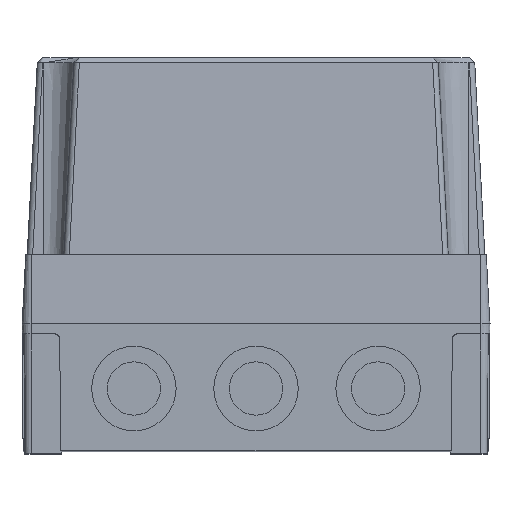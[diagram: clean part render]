
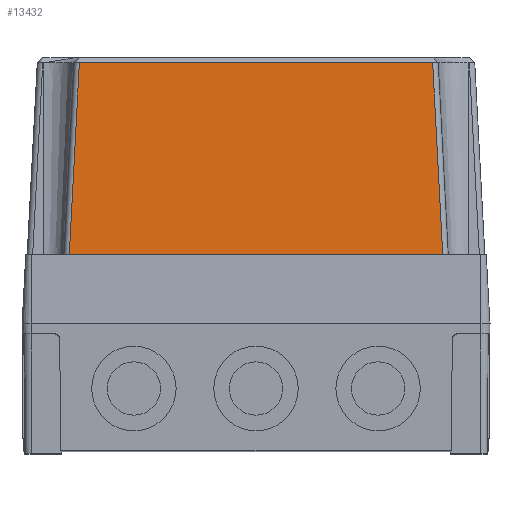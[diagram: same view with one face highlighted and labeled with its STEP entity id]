
A CAD part, top view. The second image highlights one B-rep face of the part: STEP entity #13432.
In plain terms, the highlighted planar face has unit normal (0, 0.052, 0.999).
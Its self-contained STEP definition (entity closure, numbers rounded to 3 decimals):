
#341 = VERTEX_POINT ( 'NONE', #4411 ) ;
#543 = CARTESIAN_POINT ( 'NONE',  ( 45.327, 100.3, 84.188 ) ) ;
#558 = LINE ( 'NONE', #6519, #9322 ) ;
#1585 = ORIENTED_EDGE ( 'NONE', *, *, #12080, .F. ) ;
#1987 = LINE ( 'NONE', #9275, #16233 ) ;
#2005 = CARTESIAN_POINT ( 'NONE',  ( 56.659, 100.3, 84.188 ) ) ;
#2695 = VERTEX_POINT ( 'NONE', #8343 ) ;
#2806 = EDGE_CURVE ( 'NONE', #12328, #2695, #558, .T. ) ;
#3547 = FACE_OUTER_BOUND ( 'NONE', #16069, .T. ) ;
#3562 = B_SPLINE_CURVE_WITH_KNOTS ( 'NONE', 3,
 ( #9580, #9397, #4835, #12214, #15490, #10935, #10745, #15394, #16753, #3563, #16656, #7858, #543, #2005, #9489, #6211 ),
 .UNSPECIFIED., .F., .F.,
 ( 4, 2, 1, 1, 1, 1, 1, 1, 1, 1, 2, 4 ),
 ( 0., 0.001, 0.001, 0.002, 0.004, 0.008, 0.017, 0.034, 0.068, 0.102, 0.119, 0.136 ),
 .UNSPECIFIED. ) ;
#3563 = CARTESIAN_POINT ( 'NONE',  ( -28.329, 100.3, 84.188 ) ) ;
#3736 = CARTESIAN_POINT ( 'NONE',  ( 73.95, 26.6, 88.05 ) ) ;
#4411 = CARTESIAN_POINT ( 'NONE',  ( 67.99, 100.3, 84.188 ) ) ;
#4558 = LINE ( 'NONE', #8933, #15463 ) ;
#4835 = CARTESIAN_POINT ( 'NONE',  ( -67.636, 100.3, 84.188 ) ) ;
#4981 = ORIENTED_EDGE ( 'NONE', *, *, #6432, .T. ) ;
#5292 = PLANE ( 'NONE',  #16917 ) ;
#6211 = CARTESIAN_POINT ( 'NONE',  ( 67.99, 100.3, 84.188 ) ) ;
#6432 = EDGE_CURVE ( 'NONE', #2695, #9248, #4558, .T. ) ;
#6519 = CARTESIAN_POINT ( 'NONE',  ( -71.455, 34.199, 87.652 ) ) ;
#7327 = ORIENTED_EDGE ( 'NONE', *, *, #12637, .T. ) ;
#7351 = CARTESIAN_POINT ( 'NONE',  ( 71.853, 26.6, 88.05 ) ) ;
#7858 = CARTESIAN_POINT ( 'NONE',  ( 28.329, 100.3, 84.188 ) ) ;
#7999 = ORIENTED_EDGE ( 'NONE', *, *, #2806, .T. ) ;
#8343 = CARTESIAN_POINT ( 'NONE',  ( -71.853, 26.6, 88.05 ) ) ;
#8933 = CARTESIAN_POINT ( 'NONE',  ( 73.95, 26.6, 88.05 ) ) ;
#9248 = VERTEX_POINT ( 'NONE', #7351 ) ;
#9275 = CARTESIAN_POINT ( 'NONE',  ( 71.859, 26.491, 88.056 ) ) ;
#9322 = VECTOR ( 'NONE', #12418, 1000. ) ;
#9397 = CARTESIAN_POINT ( 'NONE',  ( -67.813, 100.302, 84.187 ) ) ;
#9489 = CARTESIAN_POINT ( 'NONE',  ( 62.325, 100.301, 84.187 ) ) ;
#9580 = CARTESIAN_POINT ( 'NONE',  ( -67.99, 100.3, 84.187 ) ) ;
#9664 = DIRECTION ( 'NONE',  ( 0., 0.052, 0.999 ) ) ;
#10745 = CARTESIAN_POINT ( 'NONE',  ( -63.033, 100.3, 84.188 ) ) ;
#10935 = CARTESIAN_POINT ( 'NONE',  ( -65.512, 100.3, 84.188 ) ) ;
#12080 = EDGE_CURVE ( 'NONE', #12328, #341, #3562, .T. ) ;
#12214 = CARTESIAN_POINT ( 'NONE',  ( -67.282, 100.3, 84.188 ) ) ;
#12328 = VERTEX_POINT ( 'NONE', #18508 ) ;
#12418 = DIRECTION ( 'NONE',  ( -0.052, -0.997, 0.052 ) ) ;
#12637 = EDGE_CURVE ( 'NONE', #9248, #341, #1987, .T. ) ;
#13432 = ADVANCED_FACE ( 'NONE', ( #3547 ), #5292, .T. ) ;
#13585 = DIRECTION ( 'NONE',  ( 1., 0., 0. ) ) ;
#15194 = DIRECTION ( 'NONE',  ( -0.052, 0.997, -0.052 ) ) ;
#15394 = CARTESIAN_POINT ( 'NONE',  ( -58.075, 100.3, 84.188 ) ) ;
#15463 = VECTOR ( 'NONE', #13585, 1000. ) ;
#15490 = CARTESIAN_POINT ( 'NONE',  ( -66.751, 100.3, 84.188 ) ) ;
#15564 = DIRECTION ( 'NONE',  ( 0., -0.999, 0.052 ) ) ;
#16069 = EDGE_LOOP ( 'NONE', ( #1585, #7999, #4981, #7327 ) ) ;
#16233 = VECTOR ( 'NONE', #15194, 1000. ) ;
#16656 = CARTESIAN_POINT ( 'NONE',  ( 0., 100.3, 84.188 ) ) ;
#16753 = CARTESIAN_POINT ( 'NONE',  ( -48.16, 100.3, 84.188 ) ) ;
#16917 = AXIS2_PLACEMENT_3D ( 'NONE', #3736, #9664, #15564 ) ;
#18508 = CARTESIAN_POINT ( 'NONE',  ( -67.99, 100.3, 84.187 ) ) ;
